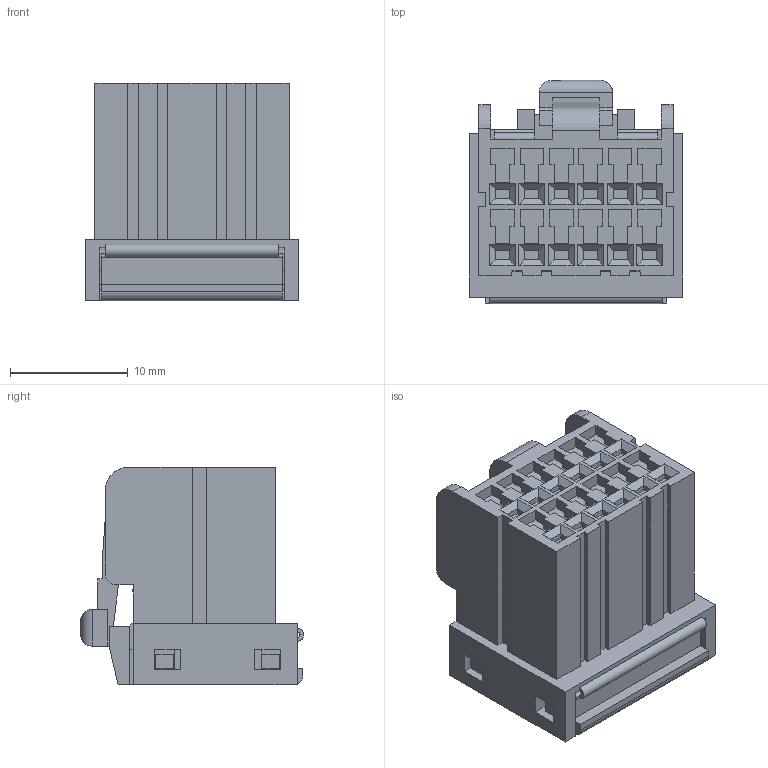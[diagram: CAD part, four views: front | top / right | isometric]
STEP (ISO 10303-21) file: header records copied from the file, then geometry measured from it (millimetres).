
FILE_DESCRIPTION((''),'2;1');
FILE_NAME('C-174045-2','2008-12-31T',('workeradm'),('Tyco Electronics Corporation'),'PRO/ENGINEER BY PARAMETRIC TECHNOLOGY CORPORATION, 2005450','PRO/ENGINEER BY PARAMETRIC TECHNOLOGY CORPORATION, 2005450','');
FILE_SCHEMA(('CONFIG_CONTROL_DESIGN', 'GEOMETRIC_VALIDATION_PROPERTIES_MIM'));
Length unit declared in the file: millimetre
Products named in the file (1): C-174045-2
Bounding box: 18.1 x 18.95 x 18.5 mm (x, y, z)
Volume: 3808.4 mm3; surface area: 2658.8 mm2
Topology: 1 solids, 1 shells, 447 faces, 1183 edges, 762 vertices
Faces by surface type: plane 430, cylinder 17
Entity records: 13656 total; most frequent: CARTESIAN_POINT 2437, ORIENTED_EDGE 2366, DIRECTION 2099, EDGE_CURVE 1183, VECTOR 1153, LINE 1153, VERTEX_POINT 762, EDGE_LOOP 485
